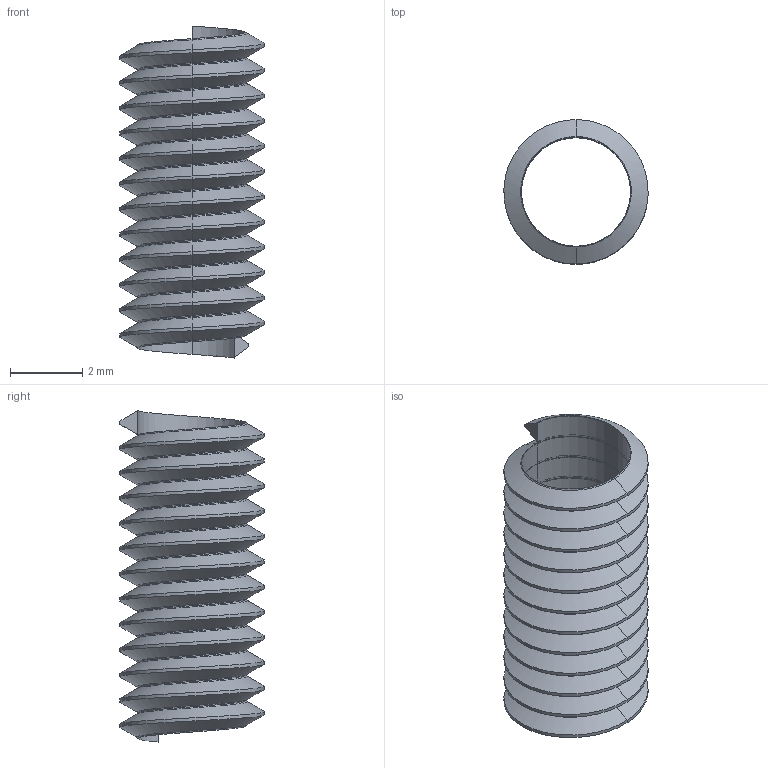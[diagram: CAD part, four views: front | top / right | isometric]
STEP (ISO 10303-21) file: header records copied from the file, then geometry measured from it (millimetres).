
FILE_DESCRIPTION(('CATIA V5 STEP Exchange','CAx-IF Rec.Pracs.--- Composite Materials ---3.4---2017-06-13'),'2;1');
FILE_NAME('Tornillo_Rosca.stp','2025-01-08T12:13:45+00:00',('none'),('none'),'CATIA Version 5-6 Release 2022 SP3','CATIA V5 STEP AP203 v2','none');
FILE_SCHEMA(('CONFIG_CONTROL_DESIGN'));
Length unit declared in the file: millimetre
Products named in the file (1): Rosca_Exterior_Tornillo
Bounding box: 4 x 4 x 9.2 mm (x, y, z)
Volume: 23.4 mm3; surface area: 250.7 mm2
Topology: 1 solids, 2 shells, 153 faces, 313 edges, 164 vertices
Faces by surface type: bspline 150, plane 3
Entity records: 6950 total; most frequent: CARTESIAN_POINT 4979, ORIENTED_EDGE 618, EDGE_CURVE 312, B_SPLINE_CURVE_WITH_KNOTS 229, VERTEX_POINT 162, ADVANCED_FACE 153, EDGE_LOOP 153, FACE_OUTER_BOUND 153
